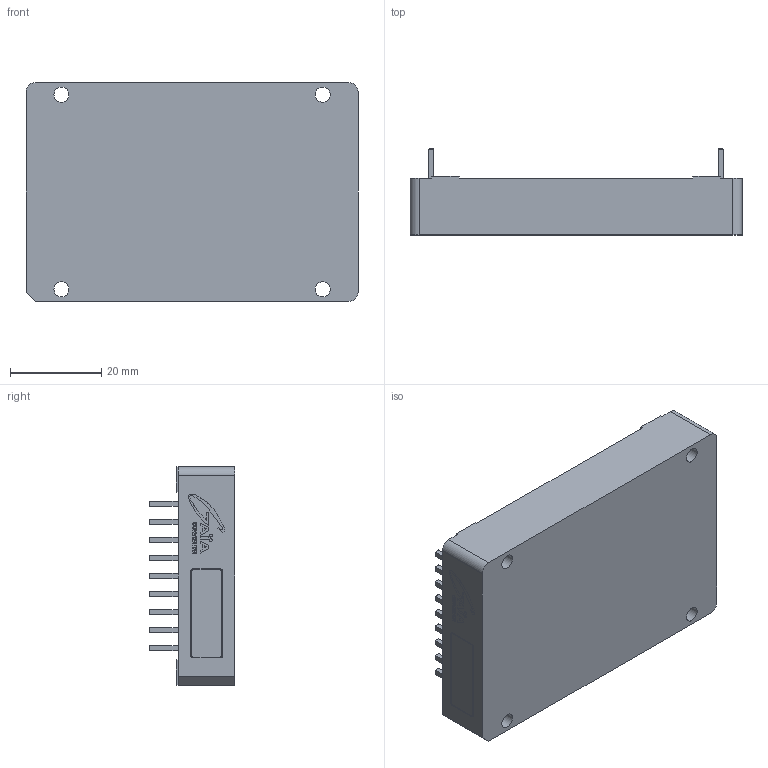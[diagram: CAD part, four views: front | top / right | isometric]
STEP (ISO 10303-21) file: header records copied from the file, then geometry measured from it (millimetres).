
FILE_DESCRIPTION(/* description */ ('Alibre Inc.'),/* implementation_level */ '2;1');
FILE_NAME(/* name */ 'export-541D855D-37AB-43D8-965B-8729CD0AF901',/* time_stamp */ '2021-02-09T09:07:48+01:00',/* author */ (''),/* organization */ (''),/* preprocessor_version */ 'ST-DEVELOPER v17',/* originating_system */ 'Alibre',/* authorisation */ '');
FILE_SCHEMA (('AUTOMOTIVE_DESIGN'));
Length unit declared in the file: millimetre
Bounding box: 72.71 x 18.79 x 47.9 mm (x, y, z)
Volume: 9405.8 mm3; surface area: 22194.8 mm2
Topology: 1 solids, 1 shells, 803 faces, 2066 edges, 1330 vertices
Faces by surface type: plane 714, cylinder 64, bspline 13, torus 12
Full cylindrical faces by diameter (mm): 0.629 x1, 0.637 x1, 3.3 x4
Entity records: 22524 total; most frequent: CARTESIAN_POINT 4670, ORIENTED_EDGE 4116, DIRECTION 2691, EDGE_CURVE 2058, VECTOR 1714, LINE 1714, VERTEX_POINT 1328, EDGE_LOOP 916
